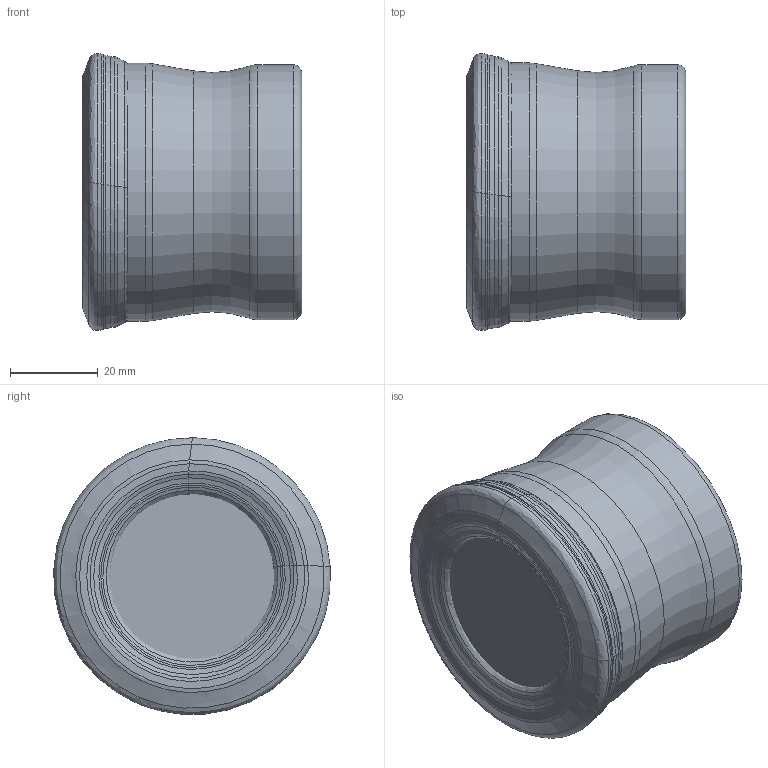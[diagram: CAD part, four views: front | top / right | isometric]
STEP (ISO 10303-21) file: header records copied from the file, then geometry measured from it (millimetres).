
FILE_DESCRIPTION(/* description */ (''),/* implementation_level */ '2;1');
FILE_NAME(/* name */ 'AHFMC-WD1205-D063-A22-Z05-H.stp',/* time_stamp */ '2023-10-12T11:28:31+03:00',/* author */ (''),/* organization */ (''),/* preprocessor_version */ 'ST-DEVELOPER v19.4',/* originating_system */ 'SIEMENS PLM Software NX2306.5001',/* authorisation */ '');
FILE_SCHEMA (('AUTOMOTIVE_DESIGN { 1 0 10303 214 3 1 1 1 }'));
Length unit declared in the file: millimetre
Products named in the file (1): AHFMC-WD1205-D063-A22-Z05-H-LIGHT_x_t_objects
Bounding box: 50 x 62.9 x 62.9 mm (x, y, z)
Volume: 143344.8 mm3; surface area: 20460.1 mm2
Topology: 2 solids, 2 shells, 76 faces, 148 edges, 75 vertices
Faces by surface type: bspline 60, torus 7, cone 4, plane 3, cylinder 2
Full cylindrical faces by diameter (mm): 58 x1, 58.7 x1
Entity records: 2648 total; most frequent: CARTESIAN_POINT 1301, ORIENTED_EDGE 270, DIRECTION 268, EDGE_CURVE 135, AXIS2_PLACEMENT_3D 122, CIRCLE 105, EDGE_LOOP 90, ADVANCED_FACE 76
